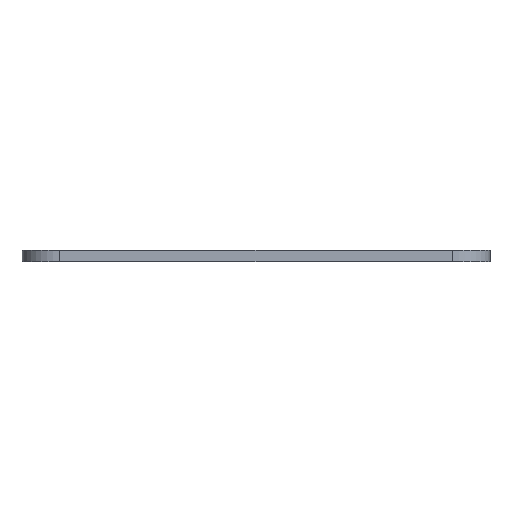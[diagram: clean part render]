
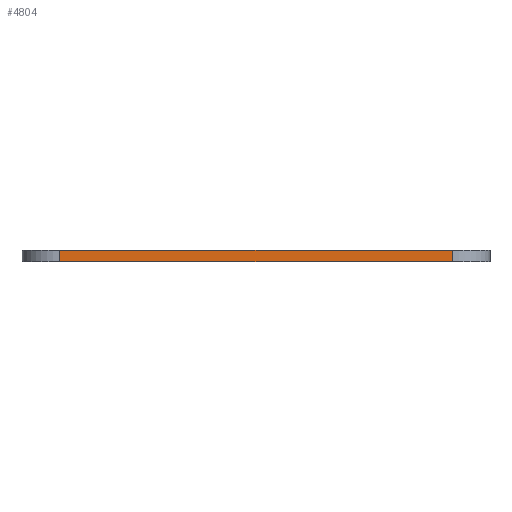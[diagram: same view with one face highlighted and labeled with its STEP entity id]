
A CAD part, front view. The second image highlights one B-rep face of the part: STEP entity #4804.
In plain terms, the highlighted planar face has unit normal (0, -1, 0).
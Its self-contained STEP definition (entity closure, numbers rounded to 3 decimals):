
#202=PLANE('',#5006);
#426=FACE_OUTER_BOUND('',#718,.T.);
#718=EDGE_LOOP('',(#4191,#4192,#4193,#4194));
#1016=LINE('',#9260,#1388);
#1059=LINE('',#9424,#1431);
#1092=LINE('',#9554,#1464);
#1093=LINE('',#9556,#1465);
#1388=VECTOR('',#5386,10.);
#1431=VECTOR('',#5515,10.);
#1464=VECTOR('',#5620,10.);
#1465=VECTOR('',#5623,10.);
#2156=VERTEX_POINT('',#9257);
#2157=VERTEX_POINT('',#9259);
#2234=VERTEX_POINT('',#9421);
#2235=VERTEX_POINT('',#9423);
#2810=EDGE_CURVE('',#2156,#2157,#1016,.T.);
#2890=EDGE_CURVE('',#2234,#2235,#1059,.T.);
#2956=EDGE_CURVE('',#2235,#2156,#1092,.T.);
#2957=EDGE_CURVE('',#2157,#2234,#1093,.T.);
#4191=ORIENTED_EDGE('',*,*,#2956,.F.);
#4192=ORIENTED_EDGE('',*,*,#2890,.F.);
#4193=ORIENTED_EDGE('',*,*,#2957,.F.);
#4194=ORIENTED_EDGE('',*,*,#2810,.F.);
#4804=ADVANCED_FACE('',(#426),#202,.T.);
#5006=AXIS2_PLACEMENT_3D('',#9555,#5621,#5622);
#5386=DIRECTION('',(1.,0.,0.));
#5515=DIRECTION('',(-1.,0.,0.));
#5620=DIRECTION('',(0.,0.,1.));
#5621=DIRECTION('center_axis',(0.,-1.,0.));
#5622=DIRECTION('ref_axis',(1.,0.,0.));
#5623=DIRECTION('',(0.,0.,-1.));
#9257=CARTESIAN_POINT('',(-3.601,-90.74,1.5));
#9259=CARTESIAN_POINT('',(48.249,-90.74,1.5));
#9260=CARTESIAN_POINT('',(53.249,-90.74,1.5));
#9421=CARTESIAN_POINT('',(48.249,-90.74,0.));
#9423=CARTESIAN_POINT('',(-3.601,-90.74,0.));
#9424=CARTESIAN_POINT('',(53.249,-90.74,0.));
#9554=CARTESIAN_POINT('',(-3.601,-90.74,0.));
#9555=CARTESIAN_POINT('Origin',(-8.601,-90.74,0.));
#9556=CARTESIAN_POINT('',(48.249,-90.74,0.));
